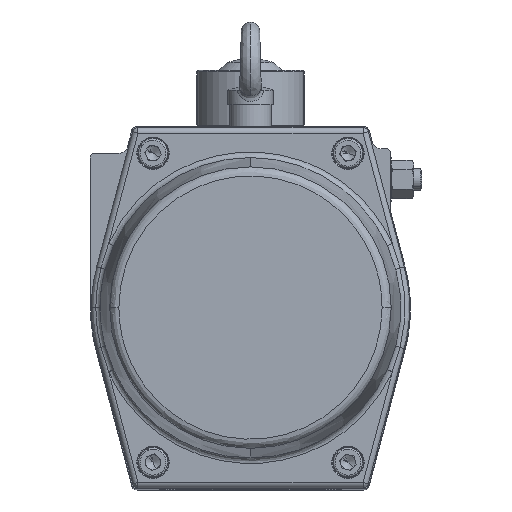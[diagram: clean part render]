
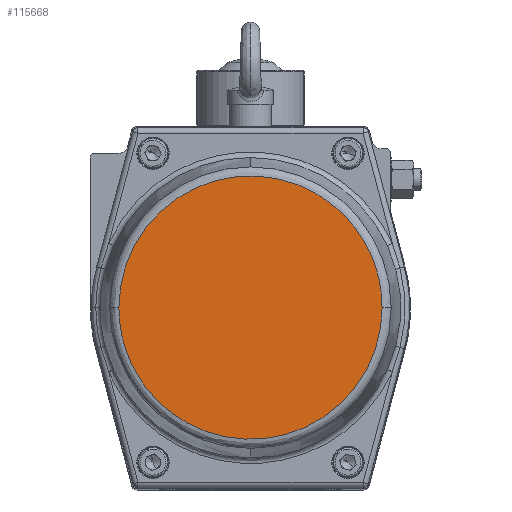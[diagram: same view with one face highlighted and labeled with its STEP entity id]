
A CAD part, top view. The second image highlights one B-rep face of the part: STEP entity #115668.
In plain terms, the highlighted planar face has unit normal (0, 0, 1).
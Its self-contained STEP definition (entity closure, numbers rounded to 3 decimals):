
#14282 = EDGE_CURVE ( 'NONE', #62155, #76224, #99096, .T. ) ;
#19496 = CARTESIAN_POINT ( 'NONE',  ( -71.564, 0., 227. ) ) ;
#21890 = EDGE_CURVE ( 'NONE', #76224, #62155, #96678, .T. ) ;
#25184 = CARTESIAN_POINT ( 'NONE',  ( -71.564, 0., 227. ) ) ;
#36135 = CARTESIAN_POINT ( 'NONE',  ( -71.564, 0., 227. ) ) ;
#42957 = FACE_OUTER_BOUND ( 'NONE', #110582, .T. ) ;
#53913 = CARTESIAN_POINT ( 'NONE',  ( 71.564, -143.128, 227. ) ) ;
#56614 = CARTESIAN_POINT ( 'NONE',  ( 71.564, 0., 227. ) ) ;
#62049 = AXIS2_PLACEMENT_3D ( 'NONE', #63689, #121600, #102440 ) ;
#62155 = VERTEX_POINT ( 'NONE', #79316 ) ;
#63689 = CARTESIAN_POINT ( 'NONE',  ( 0., 0., 227. ) ) ;
#67018 = CARTESIAN_POINT ( 'NONE',  ( 71.564, 143.128, 227. ) ) ;
#72690 = CARTESIAN_POINT ( 'NONE',  ( -71.564, -143.128, 227. ) ) ;
#73291 = PLANE ( 'NONE',  #62049 ) ;
#76224 = VERTEX_POINT ( 'NONE', #36135 ) ;
#79316 = CARTESIAN_POINT ( 'NONE',  ( 71.564, 0., 227. ) ) ;
#88780 = ORIENTED_EDGE ( 'NONE', *, *, #14282, .F. ) ;
#90957 = CARTESIAN_POINT ( 'NONE',  ( 71.564, 0., 227. ) ) ;
#96678 =( BOUNDED_CURVE ( )  B_SPLINE_CURVE ( 3, ( #19496, #113272, #67018, #56614 ),
 .UNSPECIFIED., .F., .F. ) 
 B_SPLINE_CURVE_WITH_KNOTS ( ( 4, 4 ),
 ( 0., 1. ),
 .UNSPECIFIED. ) 
 CURVE ( )  GEOMETRIC_REPRESENTATION_ITEM ( )  RATIONAL_B_SPLINE_CURVE ( ( 1., 0.333, 0.333, 1. ) ) 
 REPRESENTATION_ITEM ( '' )  );
#99096 =( BOUNDED_CURVE ( )  B_SPLINE_CURVE ( 3, ( #90957, #53913, #72690, #25184 ),
 .UNSPECIFIED., .F., .F. ) 
 B_SPLINE_CURVE_WITH_KNOTS ( ( 4, 4 ),
 ( 0., 1. ),
 .UNSPECIFIED. ) 
 CURVE ( )  GEOMETRIC_REPRESENTATION_ITEM ( )  RATIONAL_B_SPLINE_CURVE ( ( 1., 0.333, 0.333, 1. ) ) 
 REPRESENTATION_ITEM ( '' )  );
#102440 = DIRECTION ( 'NONE',  ( -1., 0., 0. ) ) ;
#110582 = EDGE_LOOP ( 'NONE', ( #88780, #117042 ) ) ;
#113272 = CARTESIAN_POINT ( 'NONE',  ( -71.564, 143.128, 227. ) ) ;
#115668 = ADVANCED_FACE ( 'NONE', ( #42957 ), #73291, .F. ) ;
#117042 = ORIENTED_EDGE ( 'NONE', *, *, #21890, .F. ) ;
#121600 = DIRECTION ( 'NONE',  ( 0., 0., -1. ) ) ;
